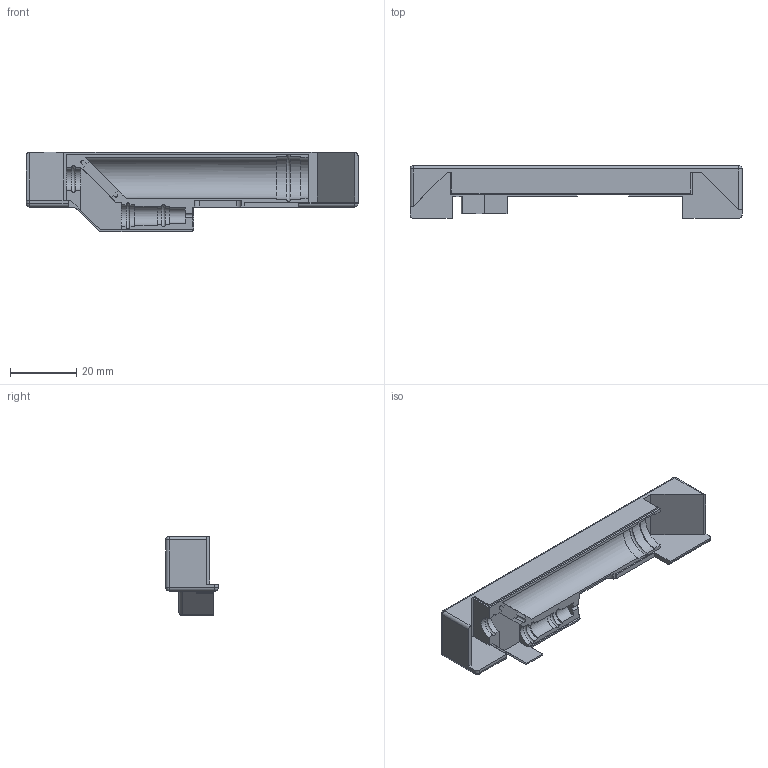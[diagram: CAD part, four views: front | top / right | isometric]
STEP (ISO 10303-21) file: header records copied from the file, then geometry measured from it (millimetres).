
FILE_DESCRIPTION(/* description */ (''),/* implementation_level */ '2;1');
FILE_NAME(/* name */ 'microscope_top_mk1.stp',/* time_stamp */ '2022-12-09T19:14:57+01:00',/* author */ ('Rik Ubaghs'),/* organization */ (''),/* preprocessor_version */ 'ST-DEVELOPER v18.1',/* originating_system */ 'Autodesk Inventor 2021',/* authorisation */ '');
FILE_SCHEMA (('AUTOMOTIVE_DESIGN { 1 0 10303 214 3 1 1 }'));
Length unit declared in the file: millimetre
Products named in the file (1): microscope_top_mk1
Bounding box: 99.91 x 15.82 x 23.79 mm (x, y, z)
Volume: 10408.1 mm3; surface area: 7546.7 mm2
Topology: 1 solids, 1 shells, 121 faces, 331 edges, 212 vertices
Faces by surface type: plane 73, cylinder 36, sphere 8, torus 4
Entity records: 3986 total; most frequent: CARTESIAN_POINT 665, DIRECTION 664, ORIENTED_EDGE 662, EDGE_CURVE 331, LINE 242, VECTOR 242, VERTEX_POINT 212, AXIS2_PLACEMENT_3D 211
